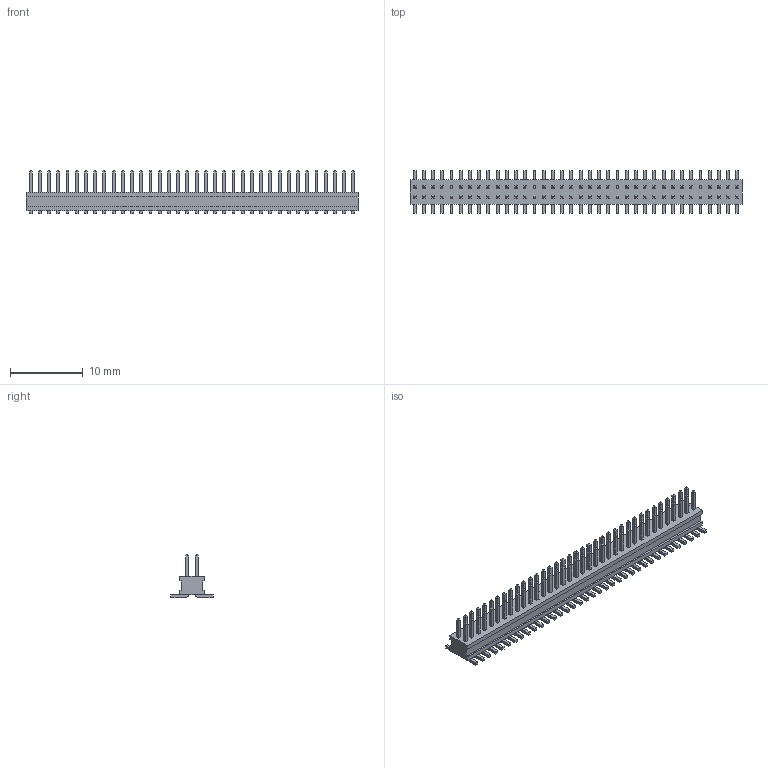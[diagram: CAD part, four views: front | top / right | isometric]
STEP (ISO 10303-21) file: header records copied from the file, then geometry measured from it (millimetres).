
FILE_DESCRIPTION(('FreeCAD Model'),'2;1');
FILE_NAME('Open CASCADE Shape Model','2025-01-12T21:37:54',(''),(''), 'Open CASCADE STEP processor 7.8','FreeCAD','Unknown');
FILE_SCHEMA(('AUTOMOTIVE_DESIGN { 1 0 10303 214 1 1 1 1 }'));
Length unit declared in the file: millimetre
Products named in the file (4): FTSH-136-01-L-DV; FTSH-136-01-L-DV_body; FTSH-136-01-L-DV_pins1; FTSH-136-01-L-DV_pins2
Assembly tree (3 placements, depth 2):
  FTSH-136-01-L-DV
    FTSH-136-01-L-DV_body
    FTSH-136-01-L-DV_pins1
    FTSH-136-01-L-DV_pins2
Bounding box: 45.72 x 5.84 x 5.97 mm (x, y, z)
Volume: 523.6 mm3; surface area: 2017 mm2
Topology: 3 solids, 3 shells, 1456 faces, 4062 edges, 2612 vertices
Faces by surface type: plane 1384, cylinder 72
Entity records: 45847 total; most frequent: CARTESIAN_POINT 8134, ORIENTED_EDGE 8124, DIRECTION 7126, EDGE_CURVE 4062, LINE 3918, VECTOR 3918, VERTEX_POINT 2612, AXIS2_PLACEMENT_3D 1604
